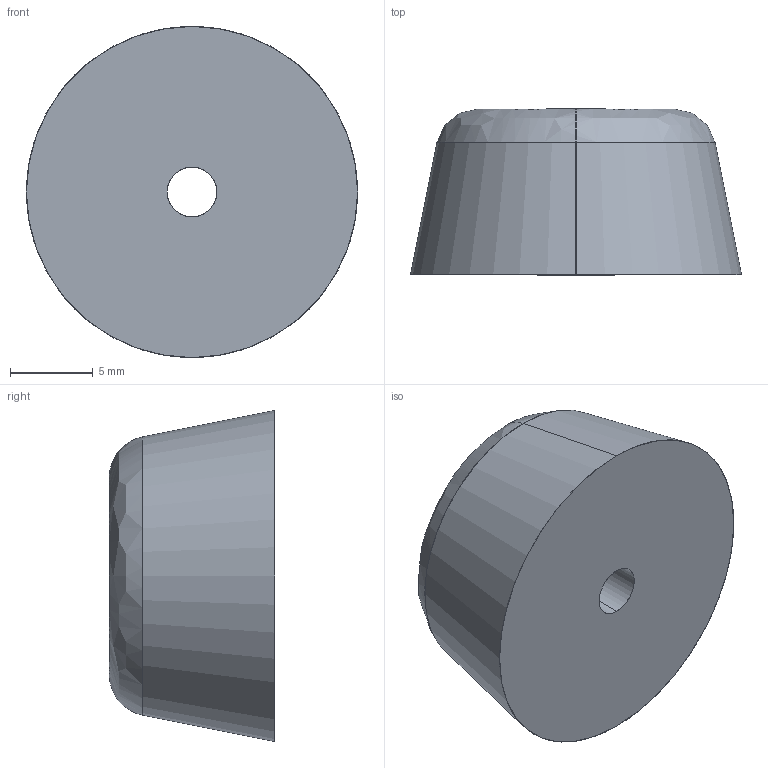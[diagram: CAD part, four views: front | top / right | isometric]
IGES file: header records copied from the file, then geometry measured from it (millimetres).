
Start section: SolidWorks IGES file using analytic representation for surfaces
Global section: file name: C-30-SK-2010-EP-UL.IGS; native system: SolidWorks 2018; preprocessor: SolidWorks 2018; author: 1337yo; date: 200507.113608; units: millimetre
Bounding box: 20 x 10 x 20 mm (x, y, z)
Surface area: 1375.9 mm2 (no closed solid volume)
Topology: 0 solids, 0 shells, 20 faces, 440 edges, 440 vertices
Faces by surface type: revolution 12, bspline 8
